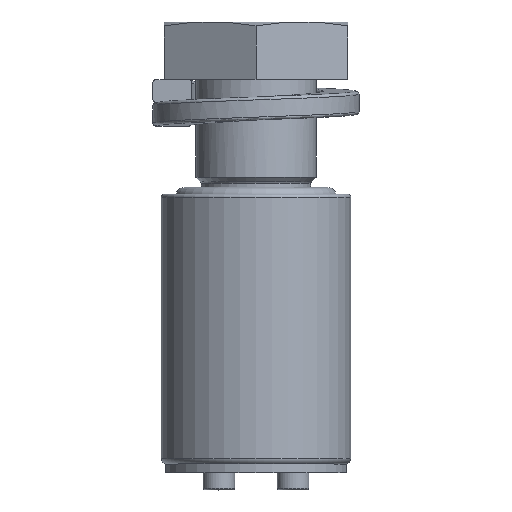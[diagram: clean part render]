
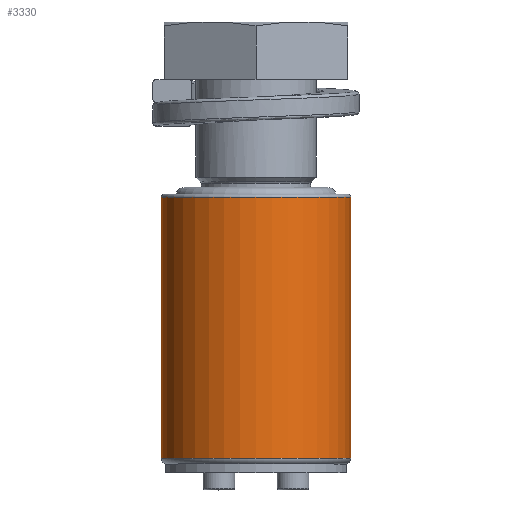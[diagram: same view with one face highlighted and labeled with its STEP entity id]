
A CAD part, top view. The second image highlights one B-rep face of the part: STEP entity #3330.
In plain terms, the highlighted cylindrical face has radius 16.5 mm (diameter 33 mm), a full revolution.
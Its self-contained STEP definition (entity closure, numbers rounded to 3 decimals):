
#78=CIRCLE('',#3576,16.5);
#89=CIRCLE('',#3592,16.5);
#474=FACE_OUTER_BOUND('',#678,.T.);
#678=EDGE_LOOP('',(#2211,#2212,#2213,#2214));
#899=LINE('',#6091,#1101);
#1101=VECTOR('',#4095,16.5);
#1335=VERTEX_POINT('',#6063);
#1344=VERTEX_POINT('',#6089);
#1654=EDGE_CURVE('',#1335,#1335,#78,.T.);
#1666=EDGE_CURVE('',#1344,#1344,#89,.T.);
#1667=EDGE_CURVE('',#1344,#1335,#899,.T.);
#2211=ORIENTED_EDGE('',*,*,#1666,.F.);
#2212=ORIENTED_EDGE('',*,*,#1667,.T.);
#2213=ORIENTED_EDGE('',*,*,#1654,.F.);
#2214=ORIENTED_EDGE('',*,*,#1667,.F.);
#3052=CYLINDRICAL_SURFACE('',#3591,16.5);
#3330=ADVANCED_FACE('',(#474),#3052,.T.);
#3576=AXIS2_PLACEMENT_3D('',#6064,#4060,#4061);
#3591=AXIS2_PLACEMENT_3D('',#6088,#4091,#4092);
#3592=AXIS2_PLACEMENT_3D('',#6090,#4093,#4094);
#4060=DIRECTION('center_axis',(0.,-1.,0.));
#4061=DIRECTION('ref_axis',(0.,0.,-1.));
#4091=DIRECTION('center_axis',(0.,1.,0.));
#4092=DIRECTION('ref_axis',(0.,0.,1.));
#4093=DIRECTION('center_axis',(0.,1.,0.));
#4094=DIRECTION('ref_axis',(0.,0.,-1.));
#4095=DIRECTION('',(0.,-1.,0.));
#6063=CARTESIAN_POINT('',(0.,-46.,-16.5));
#6064=CARTESIAN_POINT('Origin',(0.,-46.,0.));
#6088=CARTESIAN_POINT('Origin',(0.,-23.5,0.));
#6089=CARTESIAN_POINT('',(0.,-0.5,-16.5));
#6090=CARTESIAN_POINT('Origin',(0.,-0.5,0.));
#6091=CARTESIAN_POINT('',(0.,-23.5,-16.5));
